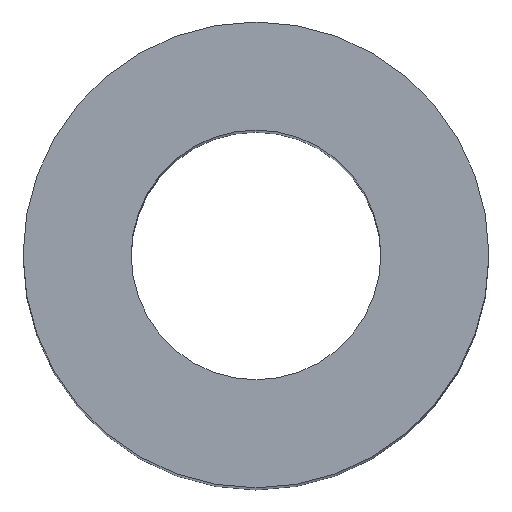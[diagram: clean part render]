
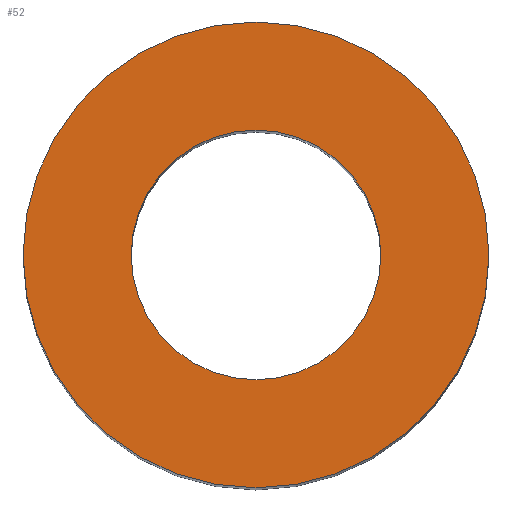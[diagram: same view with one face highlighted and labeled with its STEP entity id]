
A CAD part, top view. The second image highlights one B-rep face of the part: STEP entity #52.
In plain terms, the highlighted planar face has unit normal (0, 0, 1).
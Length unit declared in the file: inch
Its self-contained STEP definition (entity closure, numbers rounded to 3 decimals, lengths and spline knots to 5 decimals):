
#5 = CARTESIAN_POINT ( 'NONE',  ( -0.55256, -0.03622, 0. ) ) ;
#6 = PLANE ( 'NONE',  #78 ) ;
#7 = DIRECTION ( 'NONE',  ( -1., 0., 0. ) ) ;
#19 = AXIS2_PLACEMENT_3D ( 'NONE', #139, #31, #218 ) ;
#21 = VERTEX_POINT ( 'NONE', #149 ) ;
#29 = DIRECTION ( 'NONE',  ( 0., 0., -1. ) ) ;
#31 = DIRECTION ( 'NONE',  ( 0., 0., 1. ) ) ;
#48 = VERTEX_POINT ( 'NONE', #196 ) ;
#52 = ADVANCED_FACE ( 'NONE', ( #154, #174 ), #6, .F. ) ;
#54 = ORIENTED_EDGE ( 'NONE', *, *, #147, .F. ) ;
#78 = AXIS2_PLACEMENT_3D ( 'NONE', #83, #212, #7 ) ;
#83 = CARTESIAN_POINT ( 'NONE',  ( -0.51935, -0.22075, 0. ) ) ;
#91 = CARTESIAN_POINT ( 'NONE',  ( -0.74006, -0.03622, 0. ) ) ;
#94 = ORIENTED_EDGE ( 'NONE', *, *, #207, .F. ) ;
#96 = CARTESIAN_POINT ( 'NONE',  ( -0.36506, -0.03622, 0. ) ) ;
#97 = AXIS2_PLACEMENT_3D ( 'NONE', #217, #161, #103 ) ;
#99 = EDGE_CURVE ( 'NONE', #48, #21, #104, .T. ) ;
#103 = DIRECTION ( 'NONE',  ( 1., 0., 0. ) ) ;
#104 = CIRCLE ( 'NONE', #179, 0.1005 ) ;
#110 = VERTEX_POINT ( 'NONE', #96 ) ;
#111 = EDGE_LOOP ( 'NONE', ( #94, #54 ) ) ;
#116 = DIRECTION ( 'NONE',  ( 1., 0., 0. ) ) ;
#118 = CIRCLE ( 'NONE', #19, 0.1005 ) ;
#123 = CIRCLE ( 'NONE', #137, 0.1875 ) ;
#128 = EDGE_LOOP ( 'NONE', ( #189, #129 ) ) ;
#129 = ORIENTED_EDGE ( 'NONE', *, *, #199, .F. ) ;
#135 = DIRECTION ( 'NONE',  ( 0., 0., 1. ) ) ;
#137 = AXIS2_PLACEMENT_3D ( 'NONE', #214, #29, #140 ) ;
#139 = CARTESIAN_POINT ( 'NONE',  ( -0.55256, -0.03622, 0. ) ) ;
#140 = DIRECTION ( 'NONE',  ( 1., 0., 0. ) ) ;
#147 = EDGE_CURVE ( 'NONE', #204, #110, #123, .T. ) ;
#149 = CARTESIAN_POINT ( 'NONE',  ( -0.65306, -0.03622, 0. ) ) ;
#154 = FACE_OUTER_BOUND ( 'NONE', #111, .T. ) ;
#161 = DIRECTION ( 'NONE',  ( 0., 0., -1. ) ) ;
#171 = CIRCLE ( 'NONE', #97, 0.1875 ) ;
#174 = FACE_BOUND ( 'NONE', #128, .T. ) ;
#179 = AXIS2_PLACEMENT_3D ( 'NONE', #5, #135, #116 ) ;
#189 = ORIENTED_EDGE ( 'NONE', *, *, #99, .F. ) ;
#196 = CARTESIAN_POINT ( 'NONE',  ( -0.45206, -0.03622, 0. ) ) ;
#199 = EDGE_CURVE ( 'NONE', #21, #48, #118, .T. ) ;
#204 = VERTEX_POINT ( 'NONE', #91 ) ;
#207 = EDGE_CURVE ( 'NONE', #110, #204, #171, .T. ) ;
#212 = DIRECTION ( 'NONE',  ( 0., 0., -1. ) ) ;
#214 = CARTESIAN_POINT ( 'NONE',  ( -0.55256, -0.03622, 0. ) ) ;
#217 = CARTESIAN_POINT ( 'NONE',  ( -0.55256, -0.03622, 0. ) ) ;
#218 = DIRECTION ( 'NONE',  ( 1., 0., 0. ) ) ;
